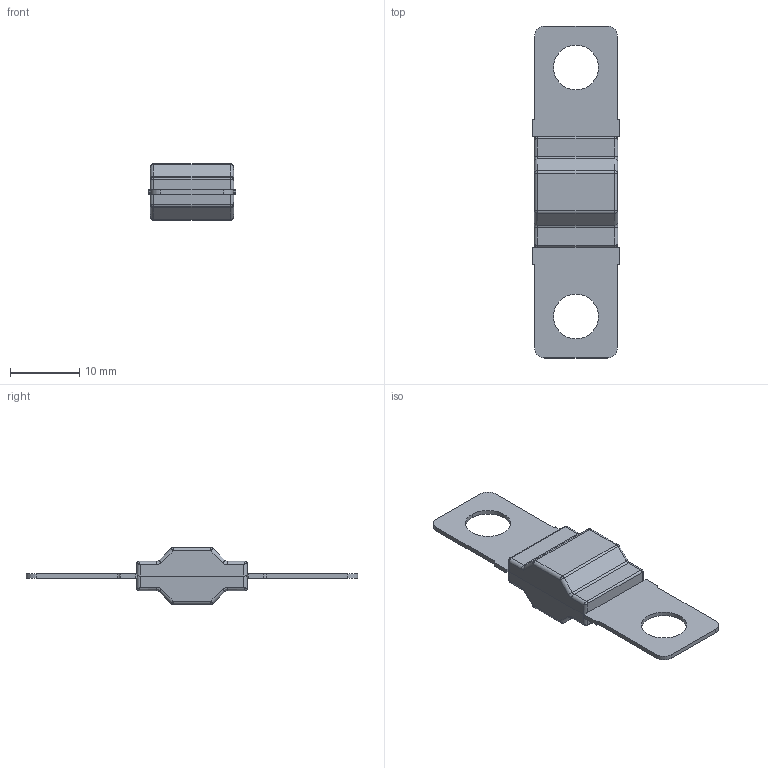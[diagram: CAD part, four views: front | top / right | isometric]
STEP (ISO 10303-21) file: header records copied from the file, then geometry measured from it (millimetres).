
FILE_DESCRIPTION((''),'2;1');
FILE_NAME('MIDI_HP','2022-09-12T18:32:05',('MLegi'),(''),'CREO PARAMETRIC BY PTC INC, 2021304','CREO PARAMETRIC BY PTC INC, 2021304','');
FILE_SCHEMA(('CONFIG_CONTROL_DESIGN'));
Length unit declared in the file: millimetre
Products named in the file (1): MIDI_HP
Bounding box: 12.6 x 48 x 8.23 mm (x, y, z)
Volume: 1392.8 mm3; surface area: 1402.9 mm2
Topology: 1 solids, 1 shells, 133 faces, 331 edges, 184 vertices
Faces by surface type: cylinder 60, plane 41, bspline 24, sphere 8
Entity records: 4892 total; most frequent: CARTESIAN_POINT 1969, ORIENTED_EDGE 630, DIRECTION 553, EDGE_CURVE 315, AXIS2_PLACEMENT_3D 197, VERTEX_POINT 184, VECTOR 159, LINE 159
